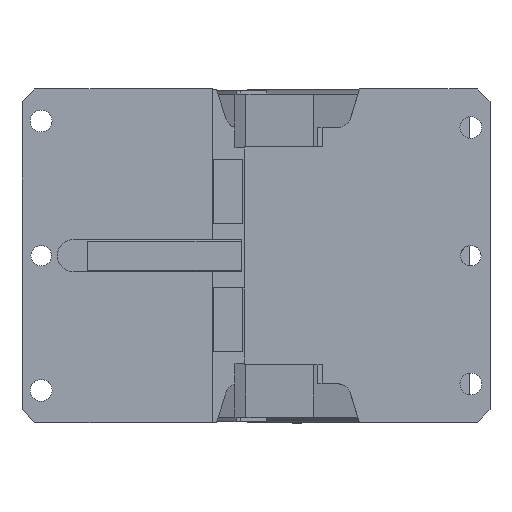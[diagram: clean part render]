
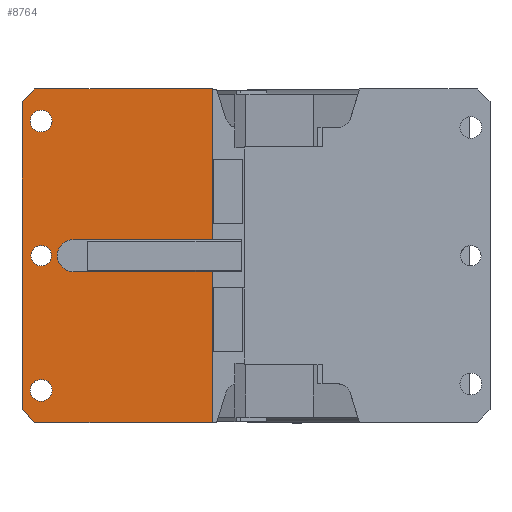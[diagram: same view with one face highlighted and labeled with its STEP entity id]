
A CAD part, top view. The second image highlights one B-rep face of the part: STEP entity #8764.
In plain terms, the highlighted planar face has unit normal (0, 0, 1).
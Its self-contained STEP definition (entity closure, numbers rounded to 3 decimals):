
#4910=CARTESIAN_POINT('Vertex',(-136.5,-75.,300.)) ;
#4913=CARTESIAN_POINT('Line Origine',(-136.5,-102.5,300.)) ;
#4917=CARTESIAN_POINT('Vertex',(-136.5,-130.,300.)) ;
#4937=CARTESIAN_POINT('Line Origine',(-184.65,12.5,300.)) ;
#4941=CARTESIAN_POINT('Vertex',(-232.8,12.5,300.)) ;
#4943=CARTESIAN_POINT('Vertex',(-136.5,12.5,300.)) ;
#4946=CARTESIAN_POINT('Line Origine',(-233.4,12.5,300.)) ;
#4950=CARTESIAN_POINT('Vertex',(-234.,12.5,300.)) ;
#4999=CARTESIAN_POINT('Vertex',(-136.5,-25.,300.)) ;
#5002=CARTESIAN_POINT('Line Origine',(-136.5,-25.6,300.)) ;
#5006=CARTESIAN_POINT('Vertex',(-136.5,-26.2,300.)) ;
#5009=CARTESIAN_POINT('Line Origine',(-136.5,-50.,300.)) ;
#5013=CARTESIAN_POINT('Vertex',(-136.5,-73.8,300.)) ;
#5016=CARTESIAN_POINT('Line Origine',(-136.5,-74.4,300.)) ;
#5051=CARTESIAN_POINT('Vertex',(-270.,-113.5,300.)) ;
#5056=CARTESIAN_POINT('Axis2P3D Location',(-270.,-105.,300.)) ;
#5060=CARTESIAN_POINT('Vertex',(-270.,-96.5,300.)) ;
#5087=CARTESIAN_POINT('Axis2P3D Location',(-270.,-105.,300.)) ;
#5113=CARTESIAN_POINT('Vertex',(-270.,96.5,300.)) ;
#5118=CARTESIAN_POINT('Axis2P3D Location',(-270.,105.,300.)) ;
#5122=CARTESIAN_POINT('Vertex',(-270.,113.5,300.)) ;
#5149=CARTESIAN_POINT('Axis2P3D Location',(-270.,105.,300.)) ;
#5496=CARTESIAN_POINT('Vertex',(-136.5,-12.5,300.)) ;
#5673=CARTESIAN_POINT('Vertex',(-136.5,25.,300.)) ;
#6473=CARTESIAN_POINT('Vertex',(-136.5,75.,300.)) ;
#6704=CARTESIAN_POINT('Vertex',(-234.,-12.5,300.)) ;
#6735=CARTESIAN_POINT('Line Origine',(-136.5,-18.75,300.)) ;
#6751=CARTESIAN_POINT('Vertex',(-136.5,130.,300.)) ;
#6754=CARTESIAN_POINT('Line Origine',(-136.5,102.5,300.)) ;
#6771=CARTESIAN_POINT('Line Origine',(-136.5,74.4,300.)) ;
#6775=CARTESIAN_POINT('Vertex',(-136.5,73.8,300.)) ;
#6778=CARTESIAN_POINT('Line Origine',(-136.5,50.,300.)) ;
#6782=CARTESIAN_POINT('Vertex',(-136.5,26.2,300.)) ;
#6785=CARTESIAN_POINT('Line Origine',(-136.5,25.6,300.)) ;
#6799=CARTESIAN_POINT('Line Origine',(-136.5,18.75,300.)) ;
#6811=CARTESIAN_POINT('Line Origine',(-239.5,12.5,300.)) ;
#6815=CARTESIAN_POINT('Vertex',(-245.,12.5,300.)) ;
#6835=CARTESIAN_POINT('Axis2P3D Location',(-245.,0.,300.)) ;
#6839=CARTESIAN_POINT('Vertex',(-245.,-12.5,300.)) ;
#6854=CARTESIAN_POINT('Line Origine',(-239.5,-12.5,300.)) ;
#6866=CARTESIAN_POINT('Line Origine',(-233.4,-12.5,300.)) ;
#6870=CARTESIAN_POINT('Vertex',(-232.8,-12.5,300.)) ;
#6873=CARTESIAN_POINT('Line Origine',(-184.65,-12.5,300.)) ;
#7851=CARTESIAN_POINT('Vertex',(-270.,-8.,300.)) ;
#7856=CARTESIAN_POINT('Axis2P3D Location',(-270.,0.,300.)) ;
#7860=CARTESIAN_POINT('Vertex',(-270.,8.,300.)) ;
#7887=CARTESIAN_POINT('Axis2P3D Location',(-270.,0.,300.)) ;
#8040=CARTESIAN_POINT('Axis2P3D Location',(-288.,-132.,300.)) ;
#8585=CARTESIAN_POINT('Vertex',(-275.,130.,300.)) ;
#8588=CARTESIAN_POINT('Line Origine',(-205.75,130.,300.)) ;
#8669=CARTESIAN_POINT('Line Origine',(-205.75,-130.,300.)) ;
#8673=CARTESIAN_POINT('Vertex',(-275.,-130.,300.)) ;
#8697=CARTESIAN_POINT('Line Origine',(-280.,125.,300.)) ;
#8701=CARTESIAN_POINT('Vertex',(-285.,120.,300.)) ;
#8716=CARTESIAN_POINT('Line Origine',(-285.,0.,300.)) ;
#8720=CARTESIAN_POINT('Vertex',(-285.,-120.,300.)) ;
#8723=CARTESIAN_POINT('Line Origine',(-280.,-125.,300.)) ;
#4914=DIRECTION('Vector Direction',(0.,-1.,0.)) ;
#4938=DIRECTION('Vector Direction',(1.,0.,0.)) ;
#4947=DIRECTION('Vector Direction',(1.,0.,0.)) ;
#5003=DIRECTION('Vector Direction',(0.,1.,0.)) ;
#5010=DIRECTION('Vector Direction',(0.,1.,0.)) ;
#5017=DIRECTION('Vector Direction',(0.,1.,0.)) ;
#5057=DIRECTION('Axis2P3D Direction',(0.,0.,-1.)) ;
#5088=DIRECTION('Axis2P3D Direction',(0.,0.,-1.)) ;
#5119=DIRECTION('Axis2P3D Direction',(0.,0.,-1.)) ;
#5150=DIRECTION('Axis2P3D Direction',(0.,0.,-1.)) ;
#6736=DIRECTION('Vector Direction',(0.,-1.,0.)) ;
#6755=DIRECTION('Vector Direction',(0.,-1.,0.)) ;
#6772=DIRECTION('Vector Direction',(0.,-1.,0.)) ;
#6779=DIRECTION('Vector Direction',(0.,-1.,0.)) ;
#6786=DIRECTION('Vector Direction',(0.,-1.,0.)) ;
#6800=DIRECTION('Vector Direction',(0.,-1.,0.)) ;
#6812=DIRECTION('Vector Direction',(-1.,0.,0.)) ;
#6836=DIRECTION('Axis2P3D Direction',(0.,0.,1.)) ;
#6855=DIRECTION('Vector Direction',(1.,0.,0.)) ;
#6867=DIRECTION('Vector Direction',(1.,0.,0.)) ;
#6874=DIRECTION('Vector Direction',(1.,0.,0.)) ;
#7857=DIRECTION('Axis2P3D Direction',(0.,0.,-1.)) ;
#7888=DIRECTION('Axis2P3D Direction',(0.,0.,-1.)) ;
#8041=DIRECTION('Axis2P3D Direction',(0.,0.,1.)) ;
#8042=DIRECTION('Axis2P3D XDirection',(0.,-1.,0.)) ;
#8589=DIRECTION('Vector Direction',(-1.,0.,0.)) ;
#8670=DIRECTION('Vector Direction',(-1.,0.,0.)) ;
#8698=DIRECTION('Vector Direction',(0.707,0.707,0.)) ;
#8717=DIRECTION('Vector Direction',(0.,-1.,0.)) ;
#8724=DIRECTION('Vector Direction',(-0.707,0.707,0.)) ;
#5058=AXIS2_PLACEMENT_3D('Circle Axis2P3D',#5056,#5057,$) ;
#5089=AXIS2_PLACEMENT_3D('Circle Axis2P3D',#5087,#5088,$) ;
#5120=AXIS2_PLACEMENT_3D('Circle Axis2P3D',#5118,#5119,$) ;
#5151=AXIS2_PLACEMENT_3D('Circle Axis2P3D',#5149,#5150,$) ;
#6837=AXIS2_PLACEMENT_3D('Circle Axis2P3D',#6835,#6836,$) ;
#7858=AXIS2_PLACEMENT_3D('Circle Axis2P3D',#7856,#7857,$) ;
#7889=AXIS2_PLACEMENT_3D('Circle Axis2P3D',#7887,#7888,$) ;
#8043=AXIS2_PLACEMENT_3D('Plane Axis2P3D',#8040,#8041,#8042) ;
#8729=ORIENTED_EDGE('',*,*,#6872,.F.) ;
#8730=ORIENTED_EDGE('',*,*,#6858,.F.) ;
#8731=ORIENTED_EDGE('',*,*,#6841,.F.) ;
#8732=ORIENTED_EDGE('',*,*,#6817,.F.) ;
#8733=ORIENTED_EDGE('',*,*,#4952,.T.) ;
#8734=ORIENTED_EDGE('',*,*,#4945,.T.) ;
#8735=ORIENTED_EDGE('',*,*,#6803,.F.) ;
#8736=ORIENTED_EDGE('',*,*,#6789,.F.) ;
#8737=ORIENTED_EDGE('',*,*,#6784,.F.) ;
#8738=ORIENTED_EDGE('',*,*,#6777,.F.) ;
#8739=ORIENTED_EDGE('',*,*,#6758,.F.) ;
#8740=ORIENTED_EDGE('',*,*,#8592,.T.) ;
#8741=ORIENTED_EDGE('',*,*,#8703,.F.) ;
#8742=ORIENTED_EDGE('',*,*,#8722,.T.) ;
#8743=ORIENTED_EDGE('',*,*,#8727,.F.) ;
#8744=ORIENTED_EDGE('',*,*,#8675,.F.) ;
#8745=ORIENTED_EDGE('',*,*,#4919,.F.) ;
#8746=ORIENTED_EDGE('',*,*,#5020,.T.) ;
#8747=ORIENTED_EDGE('',*,*,#5015,.F.) ;
#8748=ORIENTED_EDGE('',*,*,#5008,.T.) ;
#8749=ORIENTED_EDGE('',*,*,#6739,.F.) ;
#8750=ORIENTED_EDGE('',*,*,#6877,.F.) ;
#8753=ORIENTED_EDGE('',*,*,#5062,.T.) ;
#8754=ORIENTED_EDGE('',*,*,#5091,.T.) ;
#8757=ORIENTED_EDGE('',*,*,#5124,.T.) ;
#8758=ORIENTED_EDGE('',*,*,#5153,.T.) ;
#8761=ORIENTED_EDGE('',*,*,#7891,.F.) ;
#8762=ORIENTED_EDGE('',*,*,#7862,.F.) ;
#8755=FACE_BOUND('',#8752,.T.) ;
#8759=FACE_BOUND('',#8756,.T.) ;
#8763=FACE_BOUND('',#8760,.T.) ;
#4915=VECTOR('Line Direction',#4914,1.) ;
#4939=VECTOR('Line Direction',#4938,1.) ;
#4948=VECTOR('Line Direction',#4947,1.) ;
#5004=VECTOR('Line Direction',#5003,1.) ;
#5011=VECTOR('Line Direction',#5010,1.) ;
#5018=VECTOR('Line Direction',#5017,1.) ;
#6737=VECTOR('Line Direction',#6736,1.) ;
#6756=VECTOR('Line Direction',#6755,1.) ;
#6773=VECTOR('Line Direction',#6772,1.) ;
#6780=VECTOR('Line Direction',#6779,1.) ;
#6787=VECTOR('Line Direction',#6786,1.) ;
#6801=VECTOR('Line Direction',#6800,1.) ;
#6813=VECTOR('Line Direction',#6812,1.) ;
#6856=VECTOR('Line Direction',#6855,1.) ;
#6868=VECTOR('Line Direction',#6867,1.) ;
#6875=VECTOR('Line Direction',#6874,1.) ;
#8590=VECTOR('Line Direction',#8589,1.) ;
#8671=VECTOR('Line Direction',#8670,1.) ;
#8699=VECTOR('Line Direction',#8698,1.) ;
#8718=VECTOR('Line Direction',#8717,1.) ;
#8725=VECTOR('Line Direction',#8724,1.) ;
#8764=ADVANCED_FACE('CAM HOLDER',(#8751,#8755,#8759,#8763),#8044,.T.) ;
#5059=CIRCLE('generated circle',#5058,8.5) ;
#5090=CIRCLE('generated circle',#5089,8.5) ;
#5121=CIRCLE('generated circle',#5120,8.5) ;
#5152=CIRCLE('generated circle',#5151,8.5) ;
#6838=CIRCLE('generated circle',#6837,12.5) ;
#7859=CIRCLE('generated circle',#7858,8.) ;
#7890=CIRCLE('generated circle',#7889,8.) ;
#4919=EDGE_CURVE('',#4911,#4918,#4916,.T.) ;
#4945=EDGE_CURVE('',#4942,#4944,#4940,.T.) ;
#4952=EDGE_CURVE('',#4951,#4942,#4949,.T.) ;
#5008=EDGE_CURVE('',#5007,#5000,#5005,.T.) ;
#5015=EDGE_CURVE('',#5007,#5014,#5012,.F.) ;
#5020=EDGE_CURVE('',#4911,#5014,#5019,.T.) ;
#5062=EDGE_CURVE('',#5061,#5052,#5059,.T.) ;
#5091=EDGE_CURVE('',#5052,#5061,#5090,.T.) ;
#5124=EDGE_CURVE('',#5123,#5114,#5121,.T.) ;
#5153=EDGE_CURVE('',#5114,#5123,#5152,.T.) ;
#6739=EDGE_CURVE('',#5497,#5000,#6738,.T.) ;
#6758=EDGE_CURVE('',#6752,#6474,#6757,.T.) ;
#6777=EDGE_CURVE('',#6474,#6776,#6774,.T.) ;
#6784=EDGE_CURVE('',#6776,#6783,#6781,.T.) ;
#6789=EDGE_CURVE('',#6783,#5674,#6788,.T.) ;
#6803=EDGE_CURVE('',#5674,#4944,#6802,.T.) ;
#6817=EDGE_CURVE('',#4951,#6816,#6814,.T.) ;
#6841=EDGE_CURVE('',#6816,#6840,#6838,.T.) ;
#6858=EDGE_CURVE('',#6840,#6705,#6857,.T.) ;
#6872=EDGE_CURVE('',#6705,#6871,#6869,.T.) ;
#6877=EDGE_CURVE('',#6871,#5497,#6876,.T.) ;
#7862=EDGE_CURVE('',#7852,#7861,#7859,.F.) ;
#7891=EDGE_CURVE('',#7861,#7852,#7890,.F.) ;
#8592=EDGE_CURVE('',#6752,#8586,#8591,.T.) ;
#8675=EDGE_CURVE('',#4918,#8674,#8672,.T.) ;
#8703=EDGE_CURVE('',#8702,#8586,#8700,.T.) ;
#8722=EDGE_CURVE('',#8702,#8721,#8719,.T.) ;
#8727=EDGE_CURVE('',#8674,#8721,#8726,.T.) ;
#8728=EDGE_LOOP('',(#8729,#8730,#8731,#8732,#8733,#8734,#8735,#8736,#8737,#8738,#8739,#8740,#8741,#8742,#8743,#8744,#8745,#8746,#8747,#8748,#8749,#8750)) ;
#8752=EDGE_LOOP('',(#8753,#8754)) ;
#8756=EDGE_LOOP('',(#8757,#8758)) ;
#8760=EDGE_LOOP('',(#8761,#8762)) ;
#8751=FACE_OUTER_BOUND('',#8728,.T.) ;
#4916=LINE('Line',#4913,#4915) ;
#4940=LINE('Line',#4937,#4939) ;
#4949=LINE('Line',#4946,#4948) ;
#5005=LINE('Line',#5002,#5004) ;
#5012=LINE('Line',#5009,#5011) ;
#5019=LINE('Line',#5016,#5018) ;
#6738=LINE('Line',#6735,#6737) ;
#6757=LINE('Line',#6754,#6756) ;
#6774=LINE('Line',#6771,#6773) ;
#6781=LINE('Line',#6778,#6780) ;
#6788=LINE('Line',#6785,#6787) ;
#6802=LINE('Line',#6799,#6801) ;
#6814=LINE('Line',#6811,#6813) ;
#6857=LINE('Line',#6854,#6856) ;
#6869=LINE('Line',#6866,#6868) ;
#6876=LINE('Line',#6873,#6875) ;
#8591=LINE('Line',#8588,#8590) ;
#8672=LINE('Line',#8669,#8671) ;
#8700=LINE('Line',#8697,#8699) ;
#8719=LINE('Line',#8716,#8718) ;
#8726=LINE('Line',#8723,#8725) ;
#8044=PLANE('Plane',#8043) ;
#4911=VERTEX_POINT('',#4910) ;
#4918=VERTEX_POINT('',#4917) ;
#4942=VERTEX_POINT('',#4941) ;
#4944=VERTEX_POINT('',#4943) ;
#4951=VERTEX_POINT('',#4950) ;
#5000=VERTEX_POINT('',#4999) ;
#5007=VERTEX_POINT('',#5006) ;
#5014=VERTEX_POINT('',#5013) ;
#5052=VERTEX_POINT('',#5051) ;
#5061=VERTEX_POINT('',#5060) ;
#5114=VERTEX_POINT('',#5113) ;
#5123=VERTEX_POINT('',#5122) ;
#5497=VERTEX_POINT('',#5496) ;
#5674=VERTEX_POINT('',#5673) ;
#6474=VERTEX_POINT('',#6473) ;
#6705=VERTEX_POINT('',#6704) ;
#6752=VERTEX_POINT('',#6751) ;
#6776=VERTEX_POINT('',#6775) ;
#6783=VERTEX_POINT('',#6782) ;
#6816=VERTEX_POINT('',#6815) ;
#6840=VERTEX_POINT('',#6839) ;
#6871=VERTEX_POINT('',#6870) ;
#7852=VERTEX_POINT('',#7851) ;
#7861=VERTEX_POINT('',#7860) ;
#8586=VERTEX_POINT('',#8585) ;
#8674=VERTEX_POINT('',#8673) ;
#8702=VERTEX_POINT('',#8701) ;
#8721=VERTEX_POINT('',#8720) ;
